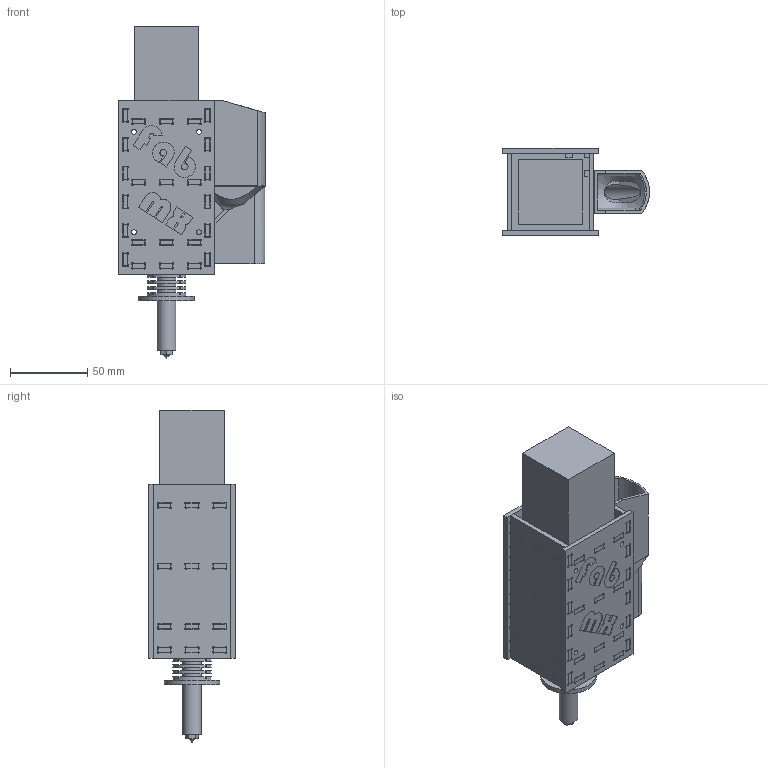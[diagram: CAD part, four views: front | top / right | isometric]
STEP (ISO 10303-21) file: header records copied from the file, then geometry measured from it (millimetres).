
FILE_DESCRIPTION(/* description */ (''),/* implementation_level */ '2;1');
FILE_NAME(/* name */ 'Extruder_NEMA17_V1.4_8mm.step',/* time_stamp */ '2020-05-03T16:49:05+02:00',/* author */ (''),/* organization */ (''),/* preprocessor_version */ 'ST-DEVELOPER v18',/* originating_system */ 'Autodesk Translation Framework v8.12.0.6',/* authorisation */ '');
FILE_SCHEMA (('AUTOMOTIVE_DESIGN { 1 0 10303 214 3 1 1 }'));
Length unit declared in the file: millimetre
Products named in the file (1): Extruder_NEMA17_V1.4_8mm
Bounding box: 95.03 x 56.2 x 214.8 mm (x, y, z)
Volume: 322920.4 mm3; surface area: 141283.5 mm2
Topology: 17 solids, 17 shells, 1280 faces, 3732 edges, 2504 vertices
Faces by surface type: plane 791, cylinder 429, bspline 52, cone 8
Full cylindrical faces by diameter (mm): 0.599 x1, 0.6 x1, 2.1 x4, 3 x8, 3.1 x20, 3.2 x8, 3.6 x4, 5.2 x2, 5.46 x1, 7.96 x9, 8 x1, 8.1 x1, 8.2 x1, 8.4 x1, 10 x1, 12 x4, 12.8 x1, 15.1 x1, 16 x1, 22 x1, 22.4 x1, 22.7 x1, 22.8 x1, 36 x2
Entity records: 47015 total; most frequent: CARTESIAN_POINT 12075, ORIENTED_EDGE 7460, DIRECTION 6953, EDGE_CURVE 3730, LINE 2623, VECTOR 2623, VERTEX_POINT 2504, AXIS2_PLACEMENT_3D 2165
